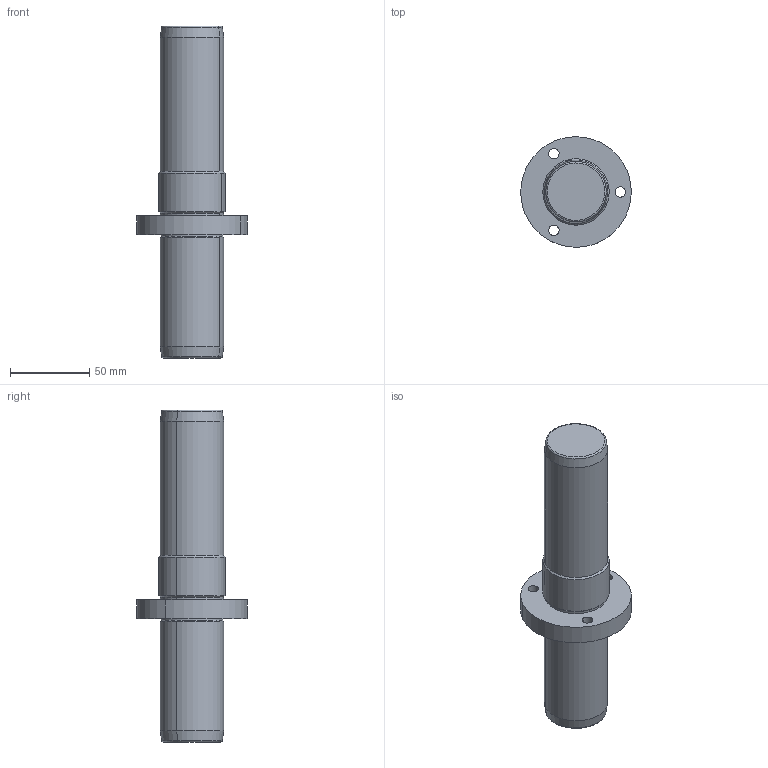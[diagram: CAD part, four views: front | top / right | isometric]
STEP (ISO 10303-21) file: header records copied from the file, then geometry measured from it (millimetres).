
FILE_DESCRIPTION(('CATIA V5 STEP Exchange'),'2;1');
FILE_NAME('RDCO302.4090120.stp','2017-03-09T11:50:22+00:00',('none'),('none'),'CATIA Version 5 Release 19 GA (IN-10)','CATIA V5 STEP AP203','none');
FILE_SCHEMA(('CONFIG_CONTROL_DESIGN'));
Length unit declared in the file: millimetre
Products named in the file (1): RDCO302.4090120
Bounding box: 69.98 x 69.98 x 210 mm (x, y, z)
Volume: 294841.4 mm3; surface area: 36049.4 mm2
Topology: 1 solids, 1 shells, 45 faces, 97 edges, 63 vertices
Faces by surface type: cylinder 24, cone 10, plane 7, torus 4
Entity records: 1128 total; most frequent: ORIENTED_EDGE 188, CARTESIAN_POINT 185, DIRECTION 145, EDGE_CURVE 94, AXIS2_PLACEMENT_3D 85, CIRCLE 60, EDGE_LOOP 56, VERTEX_POINT 56
